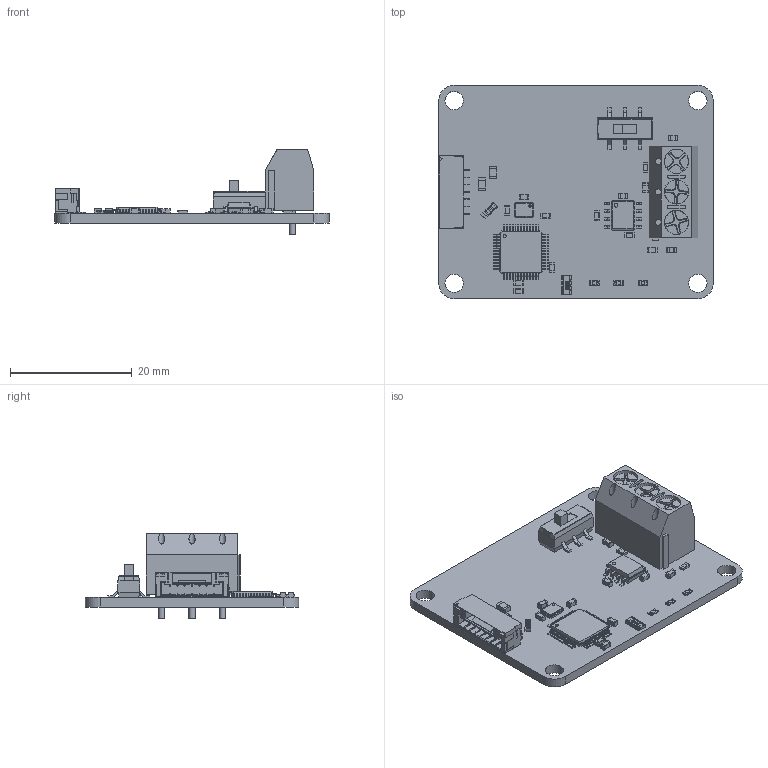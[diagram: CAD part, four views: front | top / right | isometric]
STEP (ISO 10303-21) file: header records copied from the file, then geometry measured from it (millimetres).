
FILE_DESCRIPTION(('FreeCAD Model'),'2;1');
FILE_NAME('can.step', '2018-04-23T12:07:52',('kicad StepUp'),('ksu MCAD'), 'Open CASCADE STEP processor 6.8','FreeCAD','Unknown');
FILE_SCHEMA(('AUTOMOTIVE_DESIGN_CC2 { 1 2 10303 214 -1 1 5 4 }'));
Length unit declared in the file: millimetre
Products named in the file (29): Pcb; 3225_; silde_switch_smd_; 3er_Buchse_; C_0402_; C_0805_; C_0805_001; C_0603_; C_0603_001; C_0603_002; C_0603_003; C_0603_004; C_0603_005; C_0603_006; C_0603_007; C_0603_008; C_0603_009; D_0603_blue_; R_0603_; R_0603_001; R_0603_002; R_0603_003; Cut_; lqfp48_7x7_p05_; soic_8_39x49_p127_; BrickletConn_7pin_; Fusion_; D_0603_red_; R_4x0603_
Bounding box: 45 x 35 x 14 mm (x, y, z)
Volume: 3586.7 mm3; surface area: 5971.4 mm2
Topology: 39 solids, 39 shells, 2945 faces, 8041 edges, 5201 vertices
Faces by surface type: plane 2042, cylinder 623, bspline 262, torus 12, sphere 6
Full cylindrical faces by diameter (mm): 0.5 x1, 0.6 x1, 1 x6, 1.2 x4, 1.3 x3, 2.4 x6, 3 x7, 3.9 x3, 4 x3
Entity records: 114075 total; most frequent: CARTESIAN_POINT 19290, ORIENTED_EDGE 16058, DIRECTION 14249, EDGE_CURVE 8029, LINE 6353, VECTOR 6353, VERTEX_POINT 5201, AXIS2_PLACEMENT_3D 3948
